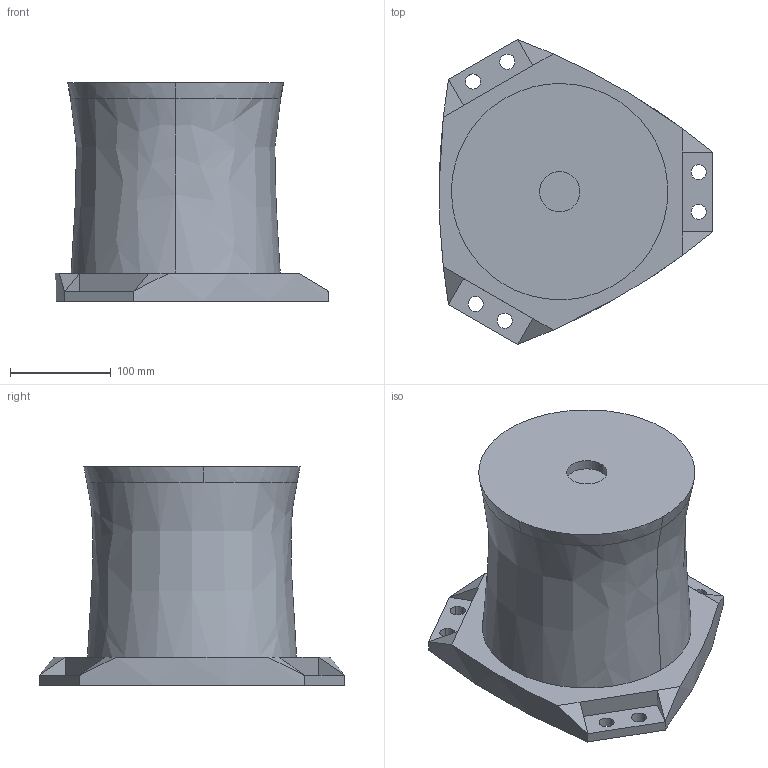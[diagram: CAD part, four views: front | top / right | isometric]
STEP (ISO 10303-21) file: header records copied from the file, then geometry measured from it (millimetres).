
FILE_DESCRIPTION (( 'STEP AP203' ), '1' );
FILE_NAME ('Pieza1_Predeterminado_sldprt.STEP', '2025-07-13T03:08:49', ( '' ), ( '' ), 'SwSTEP 2.0', 'SolidWorks 2024', '' );
FILE_SCHEMA (( 'CONFIG_CONTROL_DESIGN' ));
Length unit declared in the file: millimetre
Products named in the file (1): Pieza1_Predeterminado_sldprt
Bounding box: 271.53 x 302.94 x 216.88 mm (x, y, z)
Volume: 7532849.5 mm3; surface area: 336233.5 mm2
Topology: 2 solids, 2 shells, 49 faces, 112 edges, 68 vertices
Faces by surface type: plane 26, cylinder 14, bspline 9
Entity records: 1816 total; most frequent: CARTESIAN_POINT 674, ORIENTED_EDGE 224, DIRECTION 198, EDGE_CURVE 112, AXIS2_PLACEMENT_3D 71, VERTEX_POINT 68, EDGE_LOOP 62, VECTOR 56
